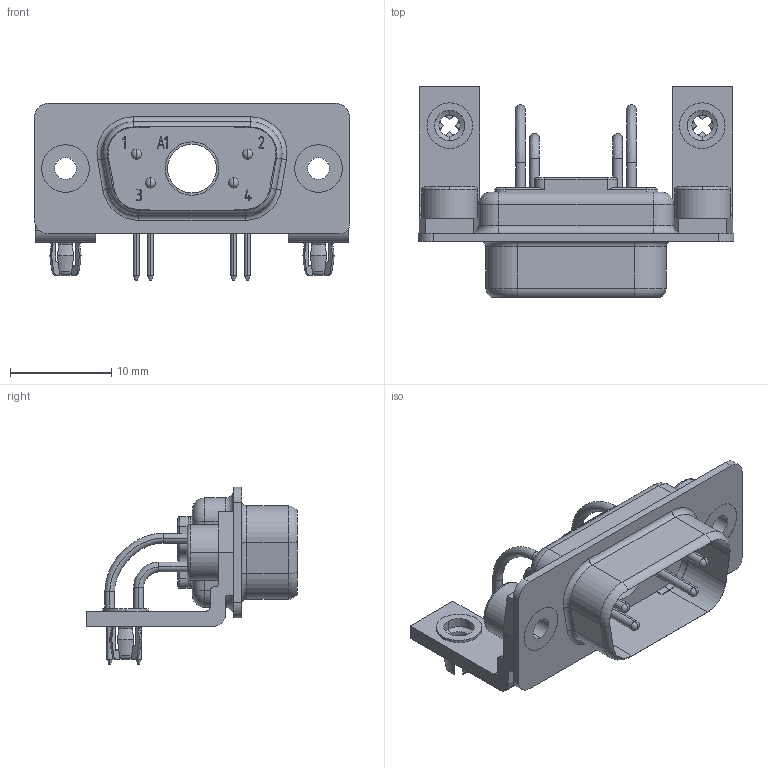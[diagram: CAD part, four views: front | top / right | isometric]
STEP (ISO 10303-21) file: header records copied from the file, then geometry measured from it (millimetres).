
FILE_DESCRIPTION(('Creo Elements/Direct Modeling STEP Export'),'2;1');
FILE_NAME('model.stp','2019-08-21T16:53:50',(''),(''),'Creo Elements/Direct Modeling STEP processor for AP214 (Solid Model)','Creo Elements/Direct Modeling 20.1A 29-Sep-2018 (C) Parametric Technology GmbH','');
FILE_SCHEMA(('AUTOMOTIVE_DESIGN { 1 0 10303 214 1 1 1 1 }'));
Length unit declared in the file: millimetre
Products named in the file (2): VS-09-BU-DSUB-1P-4S-LH.1; VS-09-ST-DSUB-1P-4S-LH
Assembly tree (1 placements, depth 2):
  VS-09-ST-DSUB-1P-4S-LH
    VS-09-BU-DSUB-1P-4S-LH.1
Bounding box: 31.19 x 20.78 x 17.56 mm (x, y, z)
Volume: 1709.2 mm3; surface area: 2744.8 mm2
Topology: 1 solids, 1 shells, 642 faces, 1746 edges, 1138 vertices
Faces by surface type: plane 252, cylinder 202, extrusion 76, torus 64, cone 40, bspline 8
Entity records: 29498 total; most frequent: CARTESIAN_POINT 8703, ORIENTED_EDGE 3476, DIRECTION 2902, EDGE_CURVE 1738, VERTEX_POINT 1138, VECTOR 988, AXIS2_PLACEMENT_3D 957, LINE 912
